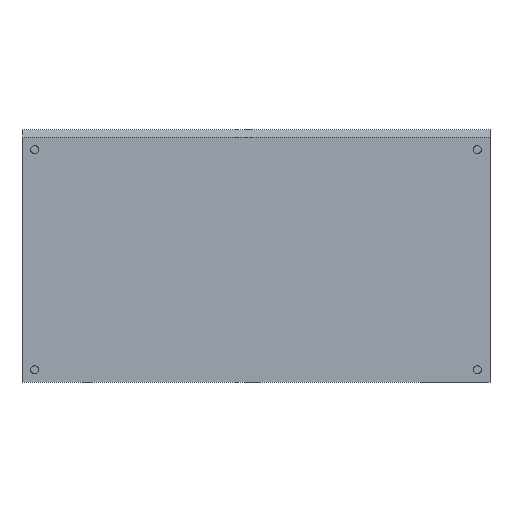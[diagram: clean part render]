
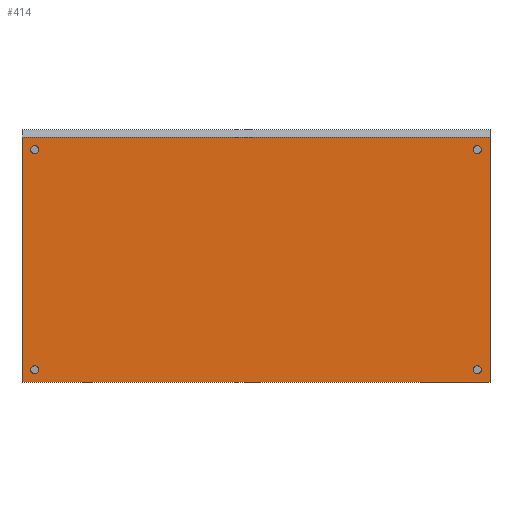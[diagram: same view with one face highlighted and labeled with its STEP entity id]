
A CAD part, left-side view. The second image highlights one B-rep face of the part: STEP entity #414.
In plain terms, the highlighted planar face has unit normal (-1, 0, 0).
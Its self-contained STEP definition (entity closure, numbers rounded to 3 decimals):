
#74=CARTESIAN_POINT('',(239.573,42.732,602.469));
#75=VERTEX_POINT('',#74);
#82=CARTESIAN_POINT('',(239.573,227.745,602.469));
#83=VERTEX_POINT('',#82);
#84=CARTESIAN_POINT('',(239.573,227.745,602.469));
#85=DIRECTION('',(0.,-1.,0.));
#86=VECTOR('',#85,185.013);
#87=LINE('',#84,#86);
#88=EDGE_CURVE('',#83,#75,#87,.T.);
#112=CARTESIAN_POINT('',(239.573,42.732,699.469));
#113=VERTEX_POINT('',#112);
#120=CARTESIAN_POINT('',(239.573,42.732,602.469));
#121=DIRECTION('',(0.,0.,1.));
#122=VECTOR('',#121,97.);
#123=LINE('',#120,#122);
#124=EDGE_CURVE('',#75,#113,#123,.T.);
#143=CARTESIAN_POINT('',(239.573,227.745,699.469));
#144=VERTEX_POINT('',#143);
#151=CARTESIAN_POINT('',(239.573,42.732,699.469));
#152=DIRECTION('',(0.,1.,0.));
#153=VECTOR('',#152,185.013);
#154=LINE('',#151,#153);
#155=EDGE_CURVE('',#113,#144,#154,.T.);
#173=CARTESIAN_POINT('',(239.573,227.745,699.469));
#174=DIRECTION('',(0.,0.,-1.));
#175=VECTOR('',#174,97.);
#176=LINE('',#173,#175);
#177=EDGE_CURVE('',#144,#83,#176,.T.);
#190=CARTESIAN_POINT('',(239.573,47.732,605.869));
#191=VERTEX_POINT('',#190);
#215=CARTESIAN_POINT('',(239.573,46.132,607.469));
#216=VERTEX_POINT('',#215);
#217=CARTESIAN_POINT('',(239.573,47.732,607.469));
#218=DIRECTION('',(-1.,0.,0.));
#219=DIRECTION('',(0.,-1.,0.));
#220=AXIS2_PLACEMENT_3D('',#217,#218,#219);
#221=CIRCLE('',#220,1.6);
#222=EDGE_CURVE('',#191,#216,#221,.T.);
#224=CARTESIAN_POINT('',(239.573,47.732,607.469));
#225=DIRECTION('',(-1.,0.,0.));
#226=DIRECTION('',(0.,-1.,0.));
#227=AXIS2_PLACEMENT_3D('',#224,#225,#226);
#228=CIRCLE('',#227,1.6);
#229=EDGE_CURVE('',#216,#191,#228,.T.);
#241=CARTESIAN_POINT('',(239.573,222.745,605.869));
#242=VERTEX_POINT('',#241);
#266=CARTESIAN_POINT('',(239.573,221.145,607.469));
#267=VERTEX_POINT('',#266);
#268=CARTESIAN_POINT('',(239.573,222.745,607.469));
#269=DIRECTION('',(-1.,0.,0.));
#270=DIRECTION('',(0.,-1.,0.));
#271=AXIS2_PLACEMENT_3D('',#268,#269,#270);
#272=CIRCLE('',#271,1.6);
#273=EDGE_CURVE('',#242,#267,#272,.T.);
#275=CARTESIAN_POINT('',(239.573,222.745,607.469));
#276=DIRECTION('',(-1.,0.,0.));
#277=DIRECTION('',(0.,-1.,0.));
#278=AXIS2_PLACEMENT_3D('',#275,#276,#277);
#279=CIRCLE('',#278,1.6);
#280=EDGE_CURVE('',#267,#242,#279,.T.);
#292=CARTESIAN_POINT('',(239.573,222.745,692.869));
#293=VERTEX_POINT('',#292);
#317=CARTESIAN_POINT('',(239.573,221.145,694.469));
#318=VERTEX_POINT('',#317);
#319=CARTESIAN_POINT('',(239.573,222.745,694.469));
#320=DIRECTION('',(-1.,0.,0.));
#321=DIRECTION('',(0.,-1.,0.));
#322=AXIS2_PLACEMENT_3D('',#319,#320,#321);
#323=CIRCLE('',#322,1.6);
#324=EDGE_CURVE('',#293,#318,#323,.T.);
#326=CARTESIAN_POINT('',(239.573,222.745,694.469));
#327=DIRECTION('',(-1.,0.,0.));
#328=DIRECTION('',(0.,-1.,0.));
#329=AXIS2_PLACEMENT_3D('',#326,#327,#328);
#330=CIRCLE('',#329,1.6);
#331=EDGE_CURVE('',#318,#293,#330,.T.);
#343=CARTESIAN_POINT('',(239.573,47.732,692.869));
#344=VERTEX_POINT('',#343);
#368=CARTESIAN_POINT('',(239.573,46.132,694.469));
#369=VERTEX_POINT('',#368);
#370=CARTESIAN_POINT('',(239.573,47.732,694.469));
#371=DIRECTION('',(-1.,0.,0.));
#372=DIRECTION('',(0.,-1.,0.));
#373=AXIS2_PLACEMENT_3D('',#370,#371,#372);
#374=CIRCLE('',#373,1.6);
#375=EDGE_CURVE('',#344,#369,#374,.T.);
#377=CARTESIAN_POINT('',(239.573,47.732,694.469));
#378=DIRECTION('',(-1.,0.,0.));
#379=DIRECTION('',(0.,-1.,0.));
#380=AXIS2_PLACEMENT_3D('',#377,#378,#379);
#381=CIRCLE('',#380,1.6);
#382=EDGE_CURVE('',#369,#344,#381,.T.);
#387=CARTESIAN_POINT('',(239.573,222.745,694.469));
#388=DIRECTION('',(-1.,0.,0.));
#389=DIRECTION('',(0.,0.,1.));
#390=AXIS2_PLACEMENT_3D('',#387,#388,#389);
#391=PLANE('',#390);
#392=ORIENTED_EDGE('',*,*,#324,.F.);
#393=ORIENTED_EDGE('',*,*,#331,.F.);
#394=EDGE_LOOP('',(#392,#393));
#395=FACE_BOUND('',#394,.T.);
#396=ORIENTED_EDGE('',*,*,#273,.F.);
#397=ORIENTED_EDGE('',*,*,#280,.F.);
#398=EDGE_LOOP('',(#396,#397));
#399=FACE_BOUND('',#398,.T.);
#400=ORIENTED_EDGE('',*,*,#222,.F.);
#401=ORIENTED_EDGE('',*,*,#229,.F.);
#402=EDGE_LOOP('',(#400,#401));
#403=FACE_BOUND('',#402,.T.);
#404=ORIENTED_EDGE('',*,*,#88,.T.);
#405=ORIENTED_EDGE('',*,*,#124,.T.);
#406=ORIENTED_EDGE('',*,*,#155,.T.);
#407=ORIENTED_EDGE('',*,*,#177,.T.);
#408=EDGE_LOOP('',(#404,#405,#406,#407));
#409=FACE_BOUND('',#408,.T.);
#410=ORIENTED_EDGE('',*,*,#375,.F.);
#411=ORIENTED_EDGE('',*,*,#382,.F.);
#412=EDGE_LOOP('',(#410,#411));
#413=FACE_BOUND('',#412,.T.);
#414=ADVANCED_FACE('',(#395,#399,#403,#409,#413),#391,.T.);
